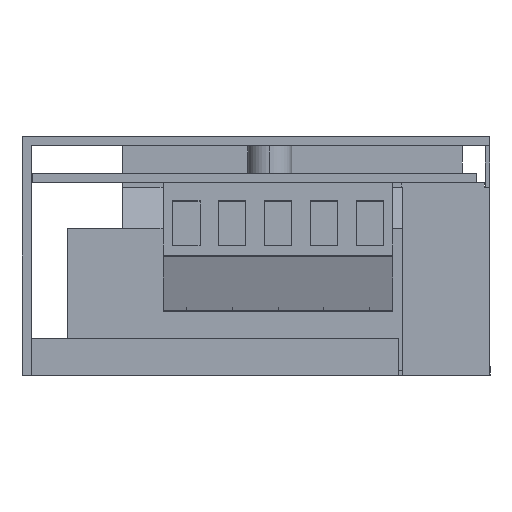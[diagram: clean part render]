
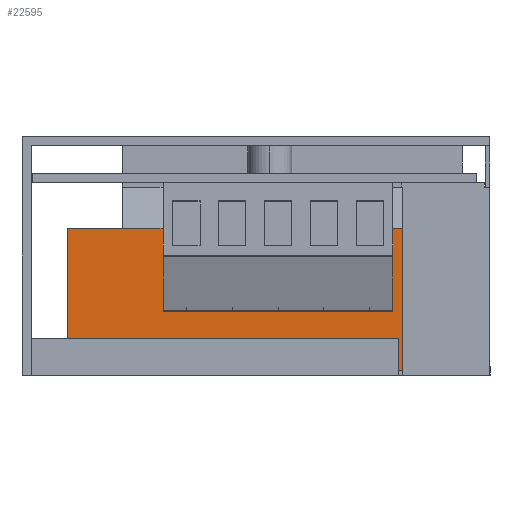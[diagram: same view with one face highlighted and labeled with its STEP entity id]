
A CAD part, left-side view. The second image highlights one B-rep face of the part: STEP entity #22595.
In plain terms, the highlighted planar face has unit normal (-1, 0, 0).
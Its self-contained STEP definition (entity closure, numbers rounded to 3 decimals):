
#410 = DIRECTION ( 'NONE',  ( 0., -1., 0. ) ) ;
#412 = CARTESIAN_POINT ( 'NONE',  ( 28.449, 13.409, 16. ) ) ;
#434 = VERTEX_POINT ( 'NONE', #7729 ) ;
#1222 = EDGE_CURVE ( 'NONE', #4076, #1898, #22892, .T. ) ;
#1231 = EDGE_LOOP ( 'NONE', ( #20721, #5942, #8513, #16179, #22761, #2018 ) ) ;
#1877 = CARTESIAN_POINT ( 'NONE',  ( 28.449, 29.62, 16. ) ) ;
#1882 = VERTEX_POINT ( 'NONE', #14098 ) ;
#1898 = VERTEX_POINT ( 'NONE', #15717 ) ;
#2018 = ORIENTED_EDGE ( 'NONE', *, *, #20753, .T. ) ;
#2114 = FACE_OUTER_BOUND ( 'NONE', #1231, .T. ) ;
#3718 = VECTOR ( 'NONE', #7518, 1000. ) ;
#4076 = VERTEX_POINT ( 'NONE', #12574 ) ;
#5134 = DIRECTION ( 'NONE',  ( 0., -1., 0. ) ) ;
#5810 = CARTESIAN_POINT ( 'NONE',  ( 28.449, 13.409, 16. ) ) ;
#5942 = ORIENTED_EDGE ( 'NONE', *, *, #19746, .F. ) ;
#7131 = AXIS2_PLACEMENT_3D ( 'NONE', #10964, #7812, #21901 ) ;
#7283 = LINE ( 'NONE', #412, #3718 ) ;
#7518 = DIRECTION ( 'NONE',  ( 0., 0., -1. ) ) ;
#7729 = CARTESIAN_POINT ( 'NONE',  ( 28.449, -29.591, 16. ) ) ;
#7812 = DIRECTION ( 'NONE',  ( 1., 0., 0. ) ) ;
#8230 = VECTOR ( 'NONE', #5134, 1000. ) ;
#8513 = ORIENTED_EDGE ( 'NONE', *, *, #22854, .F. ) ;
#10964 = CARTESIAN_POINT ( 'NONE',  ( 28.449, 13.409, 16. ) ) ;
#12114 = DIRECTION ( 'NONE',  ( 0., 0., -1. ) ) ;
#12298 = DIRECTION ( 'NONE',  ( 0., -1., 0. ) ) ;
#12574 = CARTESIAN_POINT ( 'NONE',  ( 28.449, 13.409, 0.5 ) ) ;
#12802 = LINE ( 'NONE', #5810, #18600 ) ;
#13050 = CARTESIAN_POINT ( 'NONE',  ( 28.449, 7.409, 16. ) ) ;
#13153 = PLANE ( 'NONE',  #7131 ) ;
#13498 = EDGE_CURVE ( 'NONE', #21467, #13704, #21485, .T. ) ;
#13704 = VERTEX_POINT ( 'NONE', #13050 ) ;
#14098 = CARTESIAN_POINT ( 'NONE',  ( 28.449, -32.091, 16. ) ) ;
#14442 = CARTESIAN_POINT ( 'NONE',  ( 28.449, 13.409, 16. ) ) ;
#15144 = LINE ( 'NONE', #22712, #19083 ) ;
#15717 = CARTESIAN_POINT ( 'NONE',  ( 28.449, -32.091, 0.5 ) ) ;
#15953 = LINE ( 'NONE', #1877, #8230 ) ;
#16179 = ORIENTED_EDGE ( 'NONE', *, *, #22439, .F. ) ;
#16351 = CARTESIAN_POINT ( 'NONE',  ( 28.449, 13.409, 16. ) ) ;
#18166 = VECTOR ( 'NONE', #410, 1000. ) ;
#18360 = DIRECTION ( 'NONE',  ( 0., -1., 0. ) ) ;
#18600 = VECTOR ( 'NONE', #18360, 1000. ) ;
#19083 = VECTOR ( 'NONE', #12114, 1000. ) ;
#19746 = EDGE_CURVE ( 'NONE', #1882, #1898, #15144, .T. ) ;
#20721 = ORIENTED_EDGE ( 'NONE', *, *, #1222, .T. ) ;
#20753 = EDGE_CURVE ( 'NONE', #21467, #4076, #7283, .T. ) ;
#21467 = VERTEX_POINT ( 'NONE', #14442 ) ;
#21485 = LINE ( 'NONE', #16351, #18166 ) ;
#21575 = VECTOR ( 'NONE', #12298, 1000. ) ;
#21901 = DIRECTION ( 'NONE',  ( 0., 1., 0. ) ) ;
#22439 = EDGE_CURVE ( 'NONE', #13704, #434, #15953, .T. ) ;
#22595 = ADVANCED_FACE ( 'NONE', ( #2114 ), #13153, .F. ) ;
#22712 = CARTESIAN_POINT ( 'NONE',  ( 28.449, -32.091, 16. ) ) ;
#22761 = ORIENTED_EDGE ( 'NONE', *, *, #13498, .F. ) ;
#22777 = CARTESIAN_POINT ( 'NONE',  ( 28.449, 13.409, 0.5 ) ) ;
#22854 = EDGE_CURVE ( 'NONE', #434, #1882, #12802, .T. ) ;
#22892 = LINE ( 'NONE', #22777, #21575 ) ;
